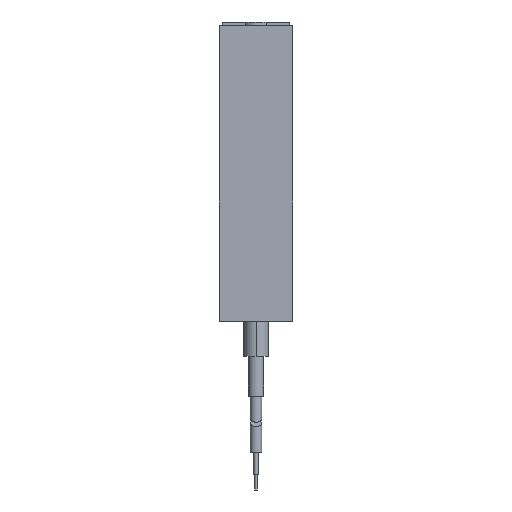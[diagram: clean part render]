
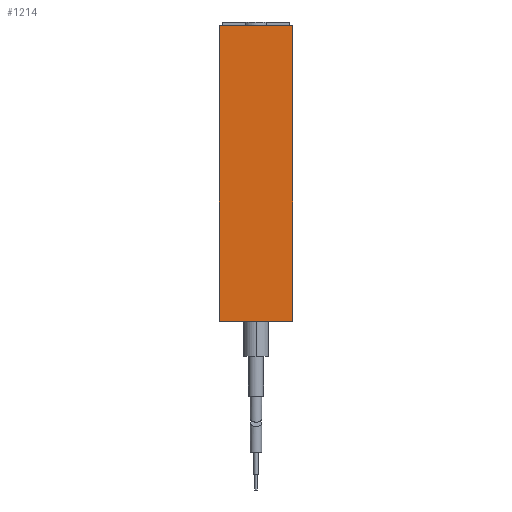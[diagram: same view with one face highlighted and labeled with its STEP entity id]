
A CAD part, front view. The second image highlights one B-rep face of the part: STEP entity #1214.
In plain terms, the highlighted planar face has unit normal (0, -1, 0).
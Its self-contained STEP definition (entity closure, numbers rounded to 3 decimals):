
#1154=CARTESIAN_POINT('POINT735',(12.446,-25.019,100.));
#1155=VERTEX_POINT('VERTEX735',#1154);
#1162=CARTESIAN_POINT('POINT736',(12.446,-25.019,0.));
#1163=VERTEX_POINT('VERTEX736',#1162);
#1164=CARTESIAN_POINT('POS845',(12.446,-25.019,50.));
#1165=DIRECTION('DIR1285',(0.,0.,-1.));
#1166=VECTOR('VEC405',#1165,1.);
#1167=LINE('STRAIGHT405',#1164,#1166);
#1168=EDGE_CURVE('EDGE1115',#1155,#1163,#1167,.T.);
#1184=CARTESIAN_POINT('POINT737',(-12.446,-25.019,100.));
#1185=VERTEX_POINT('VERTEX737',#1184);
#1186=CARTESIAN_POINT('POINT738',(-12.446,-25.019,0.));
#1187=VERTEX_POINT('VERTEX738',#1186);
#1188=CARTESIAN_POINT('POS848',(-12.446,-25.019,50.));
#1189=DIRECTION('DIR1289',(0.,0.,-1.));
#1190=VECTOR('VEC407',#1189,1.);
#1191=LINE('STRAIGHT407',#1188,#1190);
#1192=EDGE_CURVE('EDGE1117',#1185,#1187,#1191,.T.);
#1193=ORIENTED_EDGE('COEDGE2179',*,*,#1192,.T.);
#1194=CARTESIAN_POINT('POS849',(0.,-25.019,
   0.));
#1195=DIRECTION('DIR1290',(-1.,0.,0.));
#1196=VECTOR('VEC408',#1195,1.);
#1197=LINE('STRAIGHT408',#1194,#1196);
#1198=EDGE_CURVE('EDGE1118',#1163,#1187,#1197,.T.);
#1199=ORIENTED_EDGE('COEDGE2180',*,*,#1198,.F.);
#1200=ORIENTED_EDGE('COEDGE2181',*,*,#1168,.F.);
#1201=CARTESIAN_POINT('POS850',(0.,-25.019,
   100.));
#1202=DIRECTION('DIR1291',(1.,0.,0.));
#1203=VECTOR('VEC409',#1202,1.);
#1204=LINE('STRAIGHT409',#1201,#1203);
#1205=EDGE_CURVE('EDGE1119',#1185,#1155,#1204,.T.);
#1206=ORIENTED_EDGE('COEDGE2182',*,*,#1205,.F.);
#1207=EDGE_LOOP('NONE',(#1193,#1199,#1200,#1206));
#1208=FACE_BOUND('LOOP1',#1207,.T.);
#1209=CARTESIAN_POINT('POS851',(0.,-25.019,
   50.));
#1210=DIRECTION('DIR1292',(0.,1.,0.));
#1211=DIRECTION('DIR1293',(1.,0.,0.));
#1212=AXIS2_PLACEMENT_3D('AXIS442',#1209,#1210,#1211);
#1213=PLANE('PLANE132',#1212);
#1214=ADVANCED_FACE('FACE400',(#1208),#1213,.F.);
